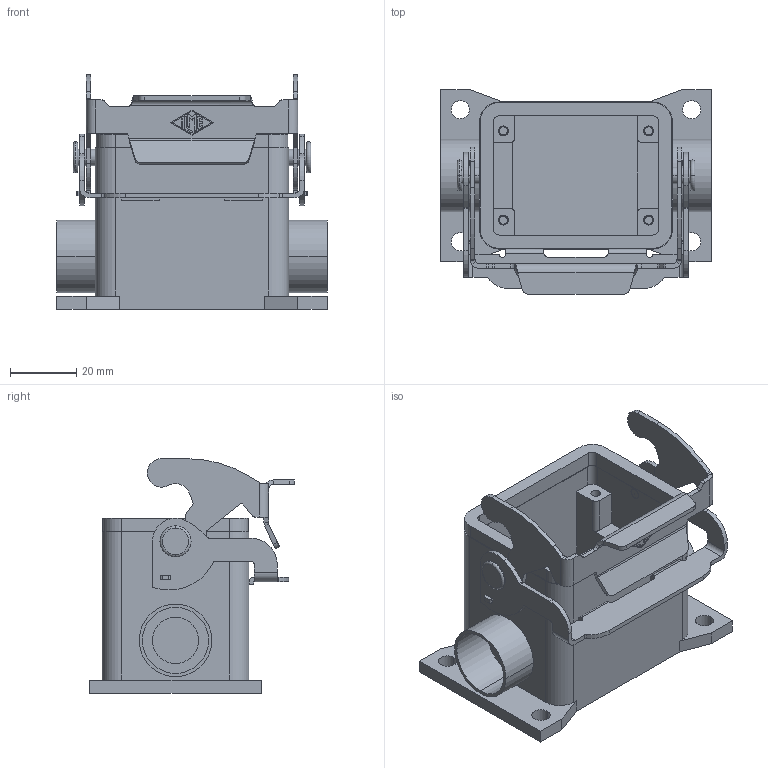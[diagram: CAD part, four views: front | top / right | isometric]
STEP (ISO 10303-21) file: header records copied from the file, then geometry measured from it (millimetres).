
FILE_DESCRIPTION(('Creo Elements/Direct Modeling STEP Export'),'2;1');
FILE_NAME('0ln7uvk49a7b9ss4008','2017-02-20T14:45:15',(''),(''),'PTC Creo Elements/Direct Modeling STEP processor for AP214 (Solid Model)','PTC Creo Elements/Direct Modeling 19.0E 27-Jun-2016 (C) Parametric Technology GmbH','');
FILE_SCHEMA(('AUTOMOTIVE_DESIGN { 1 0 10303 214 1 1 1 1 }'));
Length unit declared in the file: millimetre
Products named in the file (1): M7PE_06_L20
Bounding box: 82 x 61.98 x 71 mm (x, y, z)
Volume: 69576.7 mm3; surface area: 39771.4 mm2
Topology: 1 solids, 1 shells, 397 faces, 1065 edges, 704 vertices
Faces by surface type: plane 199, cylinder 176, bspline 12, torus 6, cone 4
Entity records: 18276 total; most frequent: CARTESIAN_POINT 5114, ORIENTED_EDGE 2122, DIRECTION 2031, EDGE_CURVE 1061, VERTEX_POINT 704, AXIS2_PLACEMENT_3D 683, VECTOR 665, LINE 665
